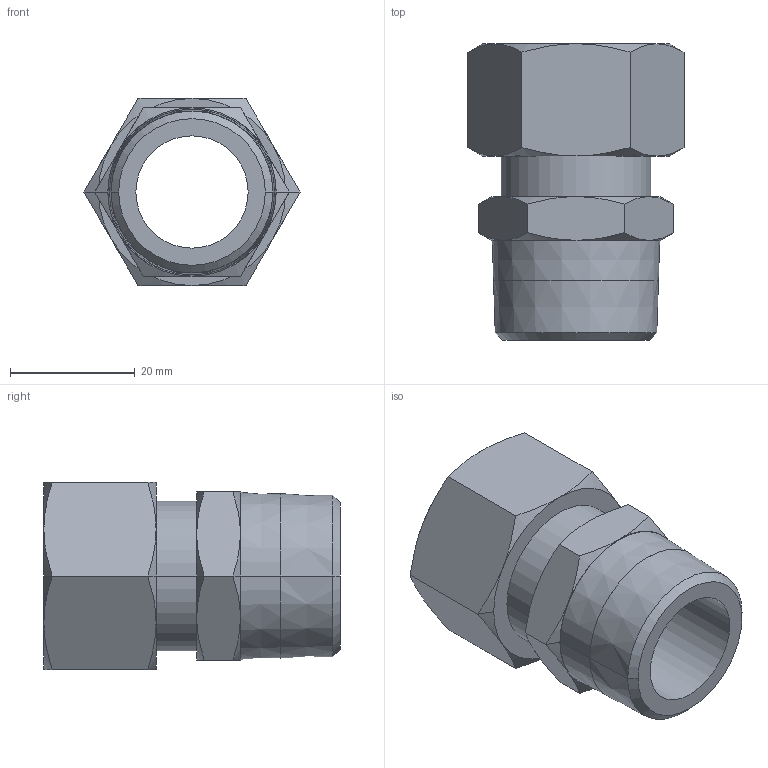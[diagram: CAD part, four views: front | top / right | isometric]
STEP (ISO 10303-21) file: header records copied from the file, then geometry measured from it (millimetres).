
FILE_DESCRIPTION(('STEP AP214'),'1');
FILE_NAME('0105_18_27.stp','2016-07-07T14:59:20',('TraceParts'),('TraceParts S.A.'),'Spatial InterOp 3D',' ',' ');
FILE_SCHEMA(('automotive_design'));
Length unit declared in the file: millimetre
Products named in the file (1): 1
Bounding box: 34.64 x 47.52 x 30 mm (x, y, z)
Volume: 17870.9 mm3; surface area: 8391.7 mm2
Topology: 1 solids, 1 shells, 61 faces, 130 edges, 76 vertices
Faces by surface type: cone 38, plane 19, cylinder 4
Entity records: 1687 total; most frequent: CARTESIAN_POINT 460, ORIENTED_EDGE 260, DIRECTION 258, EDGE_CURVE 130, AXIS2_PLACEMENT_3D 114, VERTEX_POINT 76, EDGE_LOOP 68, ADVANCED_FACE 61
